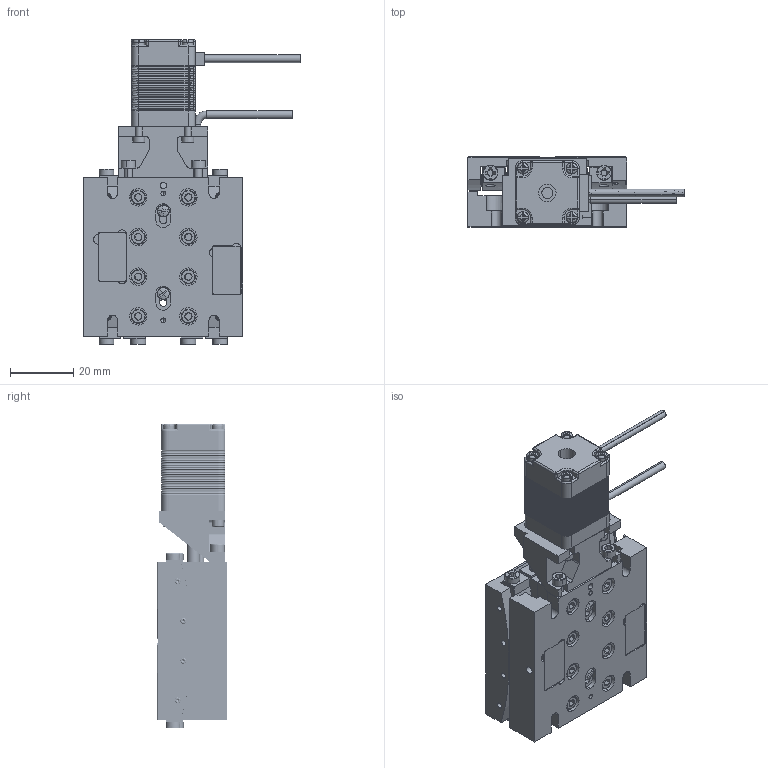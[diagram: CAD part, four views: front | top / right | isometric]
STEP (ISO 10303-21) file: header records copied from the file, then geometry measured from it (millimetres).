
FILE_DESCRIPTION (( 'STEP AP214' ), '1' );
FILE_NAME ('PG-50SM-21XXX.STEP', '2023-03-01T18:04:01', ( '' ), ( '' ), 'SwSTEP 2.0', 'SolidWorks 2020', '' );
FILE_SCHEMA (( 'AUTOMOTIVE_DESIGN' ));
Length unit declared in the file: millimetre
Products named in the file (22): 430640 PG-50, Carriage; Set Screw, Cup-H, M-DIN_M2.0 x 0.4 x 05mm; SCREW, MS-PPH, M-JCIS_M2.5 x 0.45 x 3mm; SCREW, SHCS-S, M-DIN_M2.5 x 0.45 x 12mm; Dowel Pin, M-DIN_M01.5 x 005; Roller, HI_RVF2050- 87-10Z; Set Screw, Cup-H, E-ASME_E1-72 x 1''8; SCREW, MS-SCH, M-DIN_M2 x 0.4 x 03mm; 430643 PG-50, Motor Bracket_cuts for 7 degree travel; 130197 Bearing, Gonio Way, RVF2050-87-10Z; 430639 PG-50, Base_Rev C; SCREW, SHCS-S, M-DIN_M2 x 0.4 x 05mm; 130005 Motor S8-NC_with shaft; SCREW, SHCS-S, M-DIN_M2.5 x 0.45 x 06mm; TFC-421 Silver Braided Cable_L30; PG-50SM-21XXX; Body 1, HI_RVF2050- 87-10Z; Body, HI_RVF2050- 87-10Z; Limit+enc cable; Dowel Pin, M-DIN_M02 x 005; 430438 PPS 28, Back Cover, NJ8x13
Assembly tree (51 placements, depth 3):
  PG-50SM-21XXX
    430639 PG-50, Base_Rev C
    430640 PG-50, Carriage
    430438 PPS 28, Back Cover, NJ8x13  x2
    130197 Bearing, Gonio Way, RVF2050-87-10Z
      Roller, HI_RVF2050- 87-10Z
      Body, HI_RVF2050- 87-10Z
      Body 1, HI_RVF2050- 87-10Z
    130197 Bearing, Gonio Way, RVF2050-87-10Z
      Roller, HI_RVF2050- 87-10Z
      Body, HI_RVF2050- 87-10Z
      Body 1, HI_RVF2050- 87-10Z
    SCREW, SHCS-S, M-DIN_M2.5 x 0.45 x 12mm  x8
    SCREW, MS-PPH, M-JCIS_M2.5 x 0.45 x 3mm  x8
    Set Screw, Cup-H, E-ASME_E1-72 x 1''8  x4
    SCREW, SHCS-S, M-DIN_M2 x 0.4 x 05mm  x4
    SCREW, SHCS-S, M-DIN_M2.5 x 0.45 x 06mm  x2
    130005 Motor S8-NC_with shaft
    430643 PG-50, Motor Bracket_cuts for 7 degree travel
    Dowel Pin, M-DIN_M02 x 005  x2
    Set Screw, Cup-H, M-DIN_M2.0 x 0.4 x 05mm
    SCREW, MS-SCH, M-DIN_M2 x 0.4 x 03mm  x4
    Dowel Pin, M-DIN_M01.5 x 005  x2
    TFC-421 Silver Braided Cable_L30
    Limit+enc cable
Bounding box: 68.1 x 22 x 96.1 mm (x, y, z)
Volume: 53096.2 mm3; surface area: 40105.1 mm2
Topology: 62 solids, 62 shells, 3160 faces, 7278 edges, 4293 vertices
Faces by surface type: cylinder 1097, plane 1044, torus 490, cone 481, sphere 24, bspline 24
Entity records: 102309 total; most frequent: CARTESIAN_POINT 50476, DIRECTION 10666, ORIENTED_EDGE 9454, EDGE_CURVE 4727, AXIS2_PLACEMENT_3D 4245, VERTEX_POINT 2817, EDGE_LOOP 2236, LINE 2176
